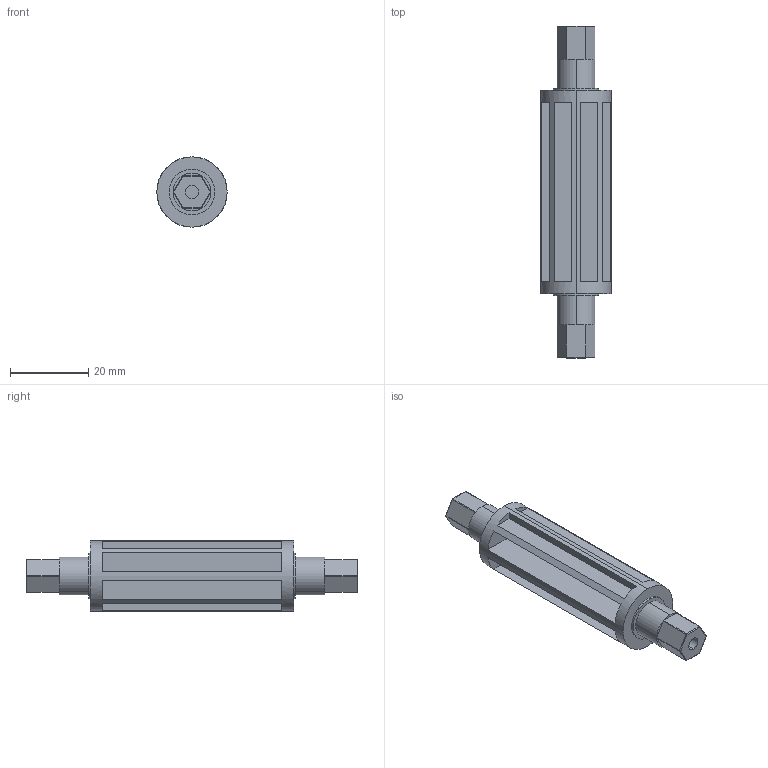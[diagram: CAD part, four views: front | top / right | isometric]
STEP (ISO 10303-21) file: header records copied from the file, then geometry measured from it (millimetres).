
FILE_DESCRIPTION (( 'STEP AP214' ), '1' );
FILE_NAME ('JXHSV06P-07005-d center shaft.step', '2023-06-08T06:49:25', ( '微软用户' ), ( '微软中国' ), 'SwSTEP 2.0', 'SolidWorks 2020', '' );
FILE_SCHEMA (( 'AUTOMOTIVE_DESIGN' ));
Length unit declared in the file: millimetre
Products named in the file (1): JXHSV06P-07005-d center shaft
Bounding box: 18 x 85 x 18 mm (x, y, z)
Volume: 8203.1 mm3; surface area: 7741.9 mm2
Topology: 1 solids, 3 shells, 118 faces, 266 edges, 154 vertices
Faces by surface type: plane 60, cylinder 42, sphere 12, cone 4
Entity records: 3224 total; most frequent: DIRECTION 588, CARTESIAN_POINT 523, ORIENTED_EDGE 500, EDGE_CURVE 250, AXIS2_PLACEMENT_3D 219, VERTEX_POINT 154, LINE 150, VECTOR 150
